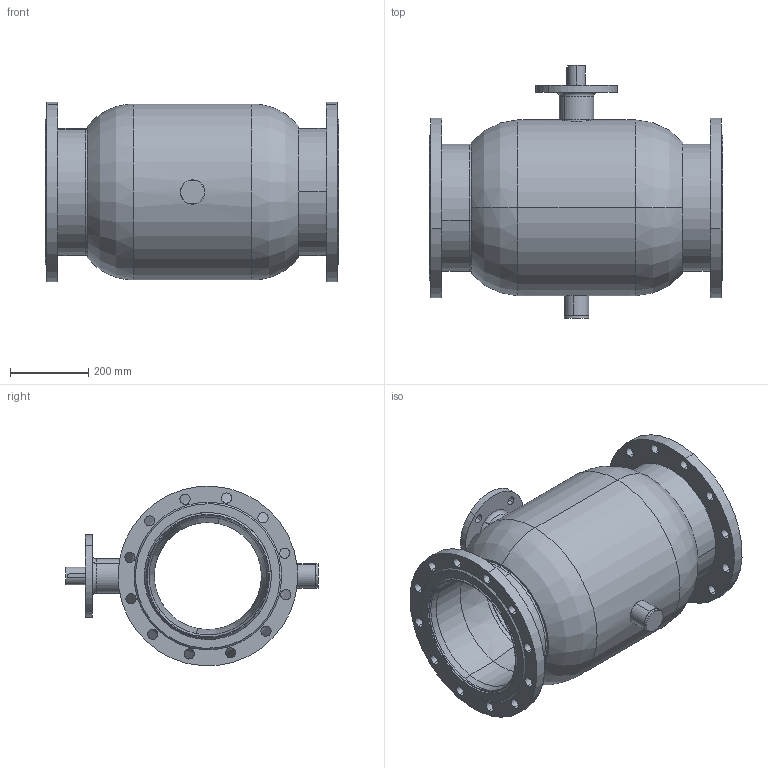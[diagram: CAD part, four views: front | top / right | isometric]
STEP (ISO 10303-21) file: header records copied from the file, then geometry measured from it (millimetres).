
FILE_DESCRIPTION (( 'STEP AP214' ), '1' );
FILE_NAME ('DN300法兰球阀PN16.STEP', '2023-10-08T08:25:04', ( '' ), ( '' ), 'SwSTEP 2.0', 'SolidWorks 2019', '' );
FILE_SCHEMA (( 'AUTOMOTIVE_DESIGN' ));
Length unit declared in the file: millimetre
Products named in the file (9): 300粣杶珨; 300楊擘1.6; Q61F-300-1概极樓馱; 200-300瑩; 陔蜊Q61F-300-3概裝 -; Q61F-300-4傻諉; DN300楊擘⑩概PN16; Q61F-300-19苤粣杶; Q61F-300-22狟揤裔
Assembly tree (10 placements, depth 2):
  DN300楊擘⑩概PN16
    Q61F-300-1概极樓馱
    Q61F-300-22狟揤裔
    300粣杶珨
    Q61F-300-4傻諉  x2
    陔蜊Q61F-300-3概裝 -
    Q61F-300-19苤粣杶
    300楊擘1.6  x2
    200-300瑩
Bounding box: 750 x 647.16 x 459.16 mm (x, y, z)
Volume: 18704399.9 mm3; surface area: 3152630.4 mm2
Topology: 10 solids, 10 shells, 281 faces, 633 edges, 400 vertices
Faces by surface type: cylinder 165, plane 62, cone 34, torus 20
Entity records: 7525 total; most frequent: CARTESIAN_POINT 1614, DIRECTION 1219, ORIENTED_EDGE 970, AXIS2_PLACEMENT_3D 517, EDGE_CURVE 485, VERTEX_POINT 308, EDGE_LOOP 291, CIRCLE 285
